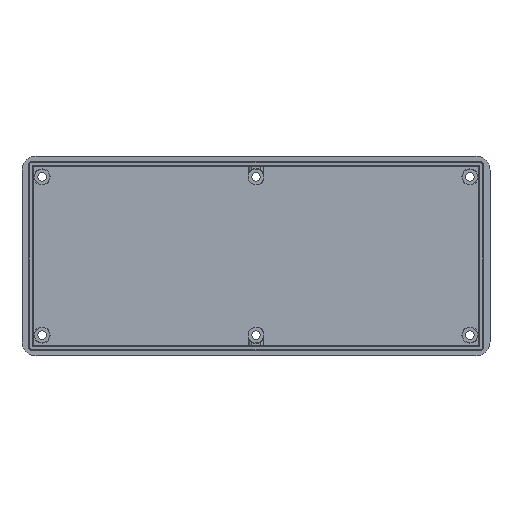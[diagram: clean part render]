
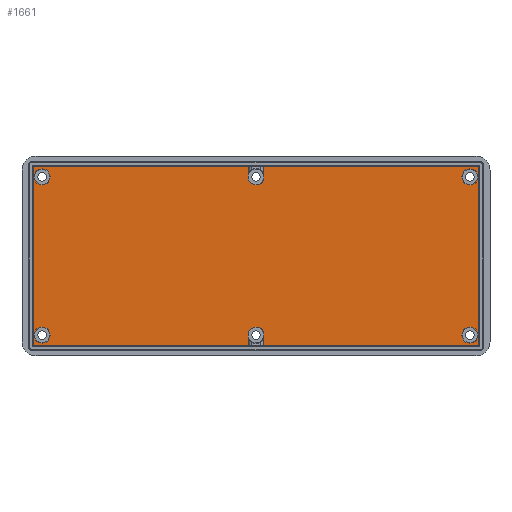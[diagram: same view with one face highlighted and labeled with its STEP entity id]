
A CAD part, top view. The second image highlights one B-rep face of the part: STEP entity #1661.
In plain terms, the highlighted planar face has unit normal (0, 0, 1).
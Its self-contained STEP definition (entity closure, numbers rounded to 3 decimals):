
#554=CARTESIAN_POINT('',(2.533,29.269,-1.9));
#555=VERTEX_POINT('',#554);
#562=CARTESIAN_POINT('',(2.533,31.521,-1.9));
#563=VERTEX_POINT('',#562);
#564=CARTESIAN_POINT('',(2.533,31.521,-1.9));
#565=DIRECTION('',(0.0,-1.0,0.0));
#566=VECTOR('',#565,2.252);
#567=LINE('',#564,#566);
#568=EDGE_CURVE('',#563,#555,#567,.T.);
#606=CARTESIAN_POINT('',(-2.533,29.269,-1.9));
#607=VERTEX_POINT('',#606);
#621=CARTESIAN_POINT('',(0.,28.0,-1.9));
#622=DIRECTION('',(0.0,0.0,-1.0));
#623=DIRECTION('',(0.893,-0.45,0.0));
#624=AXIS2_PLACEMENT_3D('',#621,#622,#623);
#625=CIRCLE('',#624,2.833);
#626=EDGE_CURVE('',#555,#607,#625,.T.);
#1186=CARTESIAN_POINT('',(-2.533,-29.269,-1.9));
#1187=VERTEX_POINT('',#1186);
#1194=CARTESIAN_POINT('',(-2.533,-31.521,-1.9));
#1195=VERTEX_POINT('',#1194);
#1196=CARTESIAN_POINT('',(-2.533,-31.521,-1.9));
#1197=DIRECTION('',(0.0,1.0,0.0));
#1198=VECTOR('',#1197,2.252);
#1199=LINE('',#1196,#1198);
#1200=EDGE_CURVE('',#1195,#1187,#1199,.T.);
#1249=CARTESIAN_POINT('',(2.533,-29.269,-1.9));
#1250=VERTEX_POINT('',#1249);
#1264=CARTESIAN_POINT('',(0.,-28.0,-1.9));
#1265=DIRECTION('',(0.0,0.0,-1.0));
#1266=DIRECTION('',(-0.893,0.45,0.0));
#1267=AXIS2_PLACEMENT_3D('',#1264,#1265,#1266);
#1268=CIRCLE('',#1267,2.833);
#1269=EDGE_CURVE('',#1187,#1250,#1268,.T.);
#1477=CARTESIAN_POINT('',(78.621,31.521,-1.9));
#1478=VERTEX_POINT('',#1477);
#1479=CARTESIAN_POINT('',(2.533,31.521,-1.9));
#1480=DIRECTION('',(1.0,0.0,0.0));
#1481=VECTOR('',#1480,76.088);
#1482=LINE('',#1479,#1481);
#1483=EDGE_CURVE('',#563,#1478,#1482,.T.);
#1517=CARTESIAN_POINT('',(78.621,-31.521,-1.9));
#1518=VERTEX_POINT('',#1517);
#1519=CARTESIAN_POINT('',(78.621,31.521,-1.9));
#1520=DIRECTION('',(0.0,-1.0,0.0));
#1521=VECTOR('',#1520,63.042);
#1522=LINE('',#1519,#1521);
#1523=EDGE_CURVE('',#1478,#1518,#1522,.T.);
#1542=CARTESIAN_POINT('',(2.533,-31.521,-1.9));
#1543=VERTEX_POINT('',#1542);
#1558=CARTESIAN_POINT('',(78.621,-31.521,-1.9));
#1559=DIRECTION('',(-1.0,0.0,0.0));
#1560=VECTOR('',#1559,76.088);
#1561=LINE('',#1558,#1560);
#1562=EDGE_CURVE('',#1518,#1543,#1561,.T.);
#1567=CARTESIAN_POINT('',(0.,0.,-1.9));
#1568=DIRECTION('',(0.0,0.0,1.0));
#1569=DIRECTION('',(1.0,0.0,0.0));
#1570=AXIS2_PLACEMENT_3D('',#1567,#1568,#1569);
#1571=PLANE('',#1570);
#1572=ORIENTED_EDGE('',*,*,#1562,.F.);
#1573=ORIENTED_EDGE('',*,*,#1523,.F.);
#1574=ORIENTED_EDGE('',*,*,#1483,.F.);
#1575=ORIENTED_EDGE('',*,*,#568,.T.);
#1576=ORIENTED_EDGE('',*,*,#626,.T.);
#1577=CARTESIAN_POINT('',(-2.533,31.521,-1.9));
#1578=VERTEX_POINT('',#1577);
#1579=CARTESIAN_POINT('',(-2.533,29.269,-1.9));
#1580=DIRECTION('',(0.0,1.0,0.0));
#1581=VECTOR('',#1580,2.252);
#1582=LINE('',#1579,#1581);
#1583=EDGE_CURVE('',#607,#1578,#1582,.T.);
#1584=ORIENTED_EDGE('',*,*,#1583,.T.);
#1585=CARTESIAN_POINT('',(-78.621,31.521,-1.9));
#1586=VERTEX_POINT('',#1585);
#1587=CARTESIAN_POINT('',(-78.621,31.521,-1.9));
#1588=DIRECTION('',(1.0,0.0,0.0));
#1589=VECTOR('',#1588,76.088);
#1590=LINE('',#1587,#1589);
#1591=EDGE_CURVE('',#1586,#1578,#1590,.T.);
#1592=ORIENTED_EDGE('',*,*,#1591,.F.);
#1593=CARTESIAN_POINT('',(-78.621,-31.521,-1.9));
#1594=VERTEX_POINT('',#1593);
#1595=CARTESIAN_POINT('',(-78.621,-31.521,-1.9));
#1596=DIRECTION('',(0.0,1.0,0.0));
#1597=VECTOR('',#1596,63.042);
#1598=LINE('',#1595,#1597);
#1599=EDGE_CURVE('',#1594,#1586,#1598,.T.);
#1600=ORIENTED_EDGE('',*,*,#1599,.F.);
#1601=CARTESIAN_POINT('',(-2.533,-31.521,-1.9));
#1602=DIRECTION('',(-1.0,0.0,0.0));
#1603=VECTOR('',#1602,76.088);
#1604=LINE('',#1601,#1603);
#1605=EDGE_CURVE('',#1195,#1594,#1604,.T.);
#1606=ORIENTED_EDGE('',*,*,#1605,.F.);
#1607=ORIENTED_EDGE('',*,*,#1200,.T.);
#1608=ORIENTED_EDGE('',*,*,#1269,.T.);
#1609=CARTESIAN_POINT('',(2.533,-29.269,-1.9));
#1610=DIRECTION('',(0.0,-1.0,0.0));
#1611=VECTOR('',#1610,2.252);
#1612=LINE('',#1609,#1611);
#1613=EDGE_CURVE('',#1250,#1543,#1612,.T.);
#1614=ORIENTED_EDGE('',*,*,#1613,.T.);
#1615=EDGE_LOOP('',(#1572,#1573,#1574,#1575,#1576,#1584,#1592,#1600,#1606,#1607,#1608,#1614));
#1616=FACE_OUTER_BOUND('',#1615,.T.);
#1617=CARTESIAN_POINT('',(-72.917,28.0,-1.9));
#1618=VERTEX_POINT('',#1617);
#1619=CARTESIAN_POINT('',(-75.75,28.0,-1.9));
#1620=DIRECTION('',(0.0,0.0,1.0));
#1621=DIRECTION('',(-1.0,0.0,0.0));
#1622=AXIS2_PLACEMENT_3D('',#1619,#1620,#1621);
#1623=CIRCLE('',#1622,2.833);
#1624=EDGE_CURVE('',#1618,#1618,#1623,.T.);
#1625=ORIENTED_EDGE('',*,*,#1624,.F.);
#1626=EDGE_LOOP('',(#1625));
#1627=FACE_BOUND('',#1626,.T.);
#1628=CARTESIAN_POINT('',(78.583,28.0,-1.9));
#1629=VERTEX_POINT('',#1628);
#1630=CARTESIAN_POINT('',(75.75,28.0,-1.9));
#1631=DIRECTION('',(0.0,0.0,1.0));
#1632=DIRECTION('',(-1.0,0.0,0.0));
#1633=AXIS2_PLACEMENT_3D('',#1630,#1631,#1632);
#1634=CIRCLE('',#1633,2.833);
#1635=EDGE_CURVE('',#1629,#1629,#1634,.T.);
#1636=ORIENTED_EDGE('',*,*,#1635,.F.);
#1637=EDGE_LOOP('',(#1636));
#1638=FACE_BOUND('',#1637,.T.);
#1639=CARTESIAN_POINT('',(78.583,-28.0,-1.9));
#1640=VERTEX_POINT('',#1639);
#1641=CARTESIAN_POINT('',(75.75,-28.0,-1.9));
#1642=DIRECTION('',(0.0,0.0,1.0));
#1643=DIRECTION('',(-1.0,0.0,0.0));
#1644=AXIS2_PLACEMENT_3D('',#1641,#1642,#1643);
#1645=CIRCLE('',#1644,2.833);
#1646=EDGE_CURVE('',#1640,#1640,#1645,.T.);
#1647=ORIENTED_EDGE('',*,*,#1646,.F.);
#1648=EDGE_LOOP('',(#1647));
#1649=FACE_BOUND('',#1648,.T.);
#1650=CARTESIAN_POINT('',(-72.917,-28.0,-1.9));
#1651=VERTEX_POINT('',#1650);
#1652=CARTESIAN_POINT('',(-75.75,-28.0,-1.9));
#1653=DIRECTION('',(0.0,0.0,1.0));
#1654=DIRECTION('',(-1.0,0.0,0.0));
#1655=AXIS2_PLACEMENT_3D('',#1652,#1653,#1654);
#1656=CIRCLE('',#1655,2.833);
#1657=EDGE_CURVE('',#1651,#1651,#1656,.T.);
#1658=ORIENTED_EDGE('',*,*,#1657,.F.);
#1659=EDGE_LOOP('',(#1658));
#1660=FACE_BOUND('',#1659,.T.);
#1661=ADVANCED_FACE('',(#1616,#1627,#1638,#1649,#1660),#1571,.T.);
